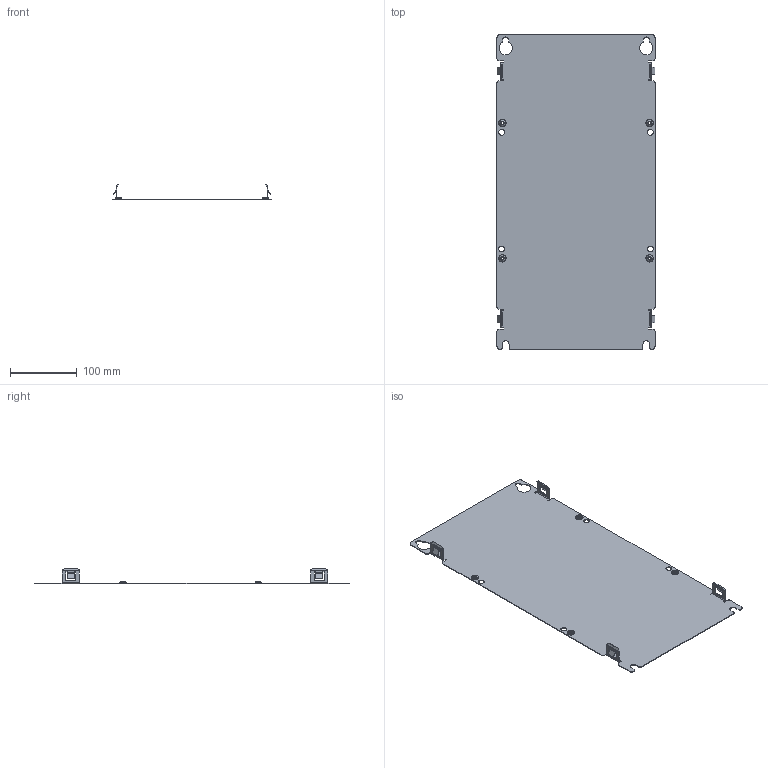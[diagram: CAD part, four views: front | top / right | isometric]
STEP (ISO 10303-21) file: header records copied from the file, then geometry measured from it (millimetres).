
FILE_DESCRIPTION((''),'2;1');
FILE_NAME('130B3434','2022-09-30T09:48:45',('U388355'),('Danfoss Power Electronics'),'CREO PARAMETRIC BY PTC INC, 2020342','CREO PARAMETRIC BY PTC INC, 2020342','');
FILE_SCHEMA(('CONFIG_CONTROL_DESIGN','GEOMETRIC_VALIDATION_PROPERTIES_MIM'));
Length unit declared in the file: millimetre
Products named in the file (1): 130B3434
Bounding box: 236 x 471 x 23.46 mm (x, y, z)
Volume: 111265.6 mm3; surface area: 224869.1 mm2
Topology: 1 solids, 1 shells, 276 faces, 686 edges, 420 vertices
Faces by surface type: plane 182, cylinder 62, torus 32
Entity records: 11634 total; most frequent: DIRECTION 1474, CARTESIAN_POINT 1384, ORIENTED_EDGE 1372, COLOUR_RGB 1326, PRESENTATION_STYLE_ASSIGNMENT 687, STYLED_ITEM 687, CURVE_STYLE 686, EDGE_CURVE 686
